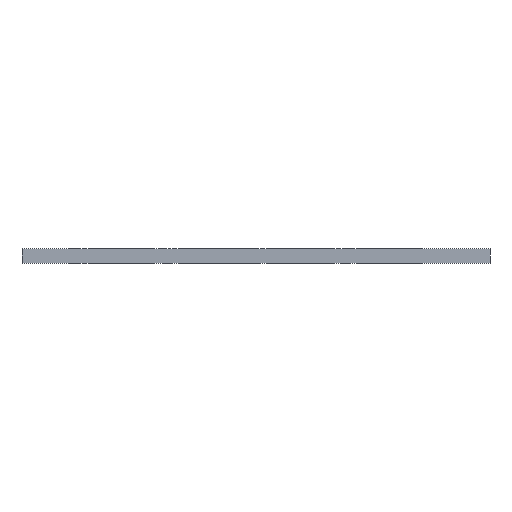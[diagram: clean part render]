
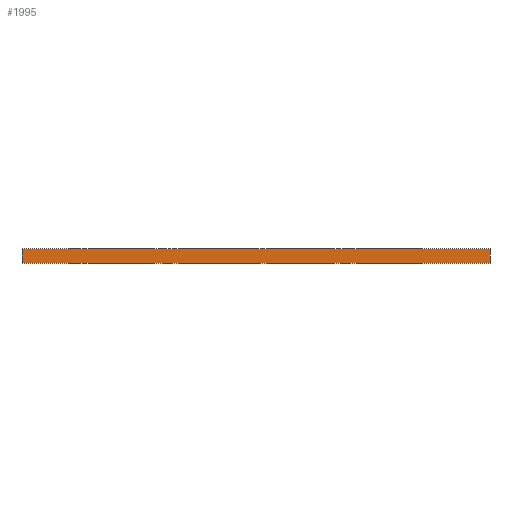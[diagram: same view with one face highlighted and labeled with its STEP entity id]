
A CAD part, front view. The second image highlights one B-rep face of the part: STEP entity #1995.
In plain terms, the highlighted planar face has unit normal (0, -1, 0).
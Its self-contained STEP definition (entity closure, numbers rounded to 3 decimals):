
#1956=CARTESIAN_POINT('',(135.62,-145.,50.6));
#1957=DIRECTION('',(0.,-1.,0.));
#1958=DIRECTION('',(1.,0.,0.));
#1959=AXIS2_PLACEMENT_3D('',#1956,#1957,#1958);
#1960=PLANE('',#1959);
#1961=CARTESIAN_POINT('',(85.62,-145.,53.6));
#1962=VERTEX_POINT('',#1961);
#1963=CARTESIAN_POINT('',(185.62,-145.,53.6));
#1964=VERTEX_POINT('',#1963);
#1965=CARTESIAN_POINT('',(85.62,-145.,53.6));
#1966=DIRECTION('',(1.,0.,0.));
#1967=VECTOR('',#1966,100.);
#1968=LINE('',#1965,#1967);
#1969=EDGE_CURVE('',#1962,#1964,#1968,.T.);
#1970=ORIENTED_EDGE('',*,*,#1969,.F.);
#1971=CARTESIAN_POINT('',(85.62,-145.,50.6));
#1972=VERTEX_POINT('',#1971);
#1973=CARTESIAN_POINT('',(85.62,-145.,50.6));
#1974=DIRECTION('',(0.,0.,1.));
#1975=VECTOR('',#1974,3.);
#1976=LINE('',#1973,#1975);
#1977=EDGE_CURVE('',#1972,#1962,#1976,.T.);
#1978=ORIENTED_EDGE('',*,*,#1977,.F.);
#1979=CARTESIAN_POINT('',(185.62,-145.,50.6));
#1980=VERTEX_POINT('',#1979);
#1981=CARTESIAN_POINT('',(85.62,-145.,50.6));
#1982=DIRECTION('',(1.,0.,0.));
#1983=VECTOR('',#1982,100.);
#1984=LINE('',#1981,#1983);
#1985=EDGE_CURVE('',#1972,#1980,#1984,.T.);
#1986=ORIENTED_EDGE('',*,*,#1985,.T.);
#1987=CARTESIAN_POINT('',(185.62,-145.,50.6));
#1988=DIRECTION('',(0.,0.,1.));
#1989=VECTOR('',#1988,3.);
#1990=LINE('',#1987,#1989);
#1991=EDGE_CURVE('',#1980,#1964,#1990,.T.);
#1992=ORIENTED_EDGE('',*,*,#1991,.T.);
#1993=EDGE_LOOP('',(#1970,#1978,#1986,#1992));
#1994=FACE_BOUND('',#1993,.T.);
#1995=ADVANCED_FACE('',(#1994),#1960,.T.);
